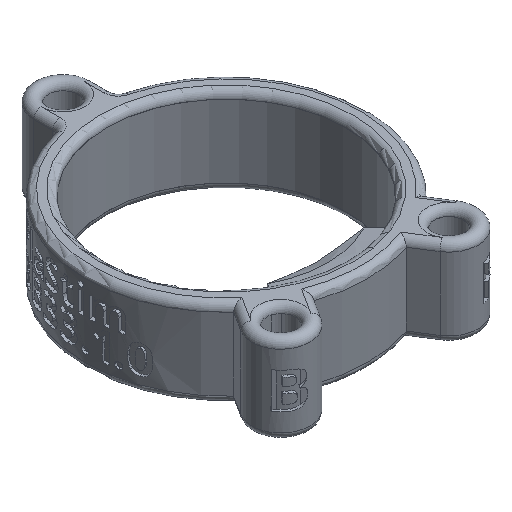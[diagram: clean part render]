
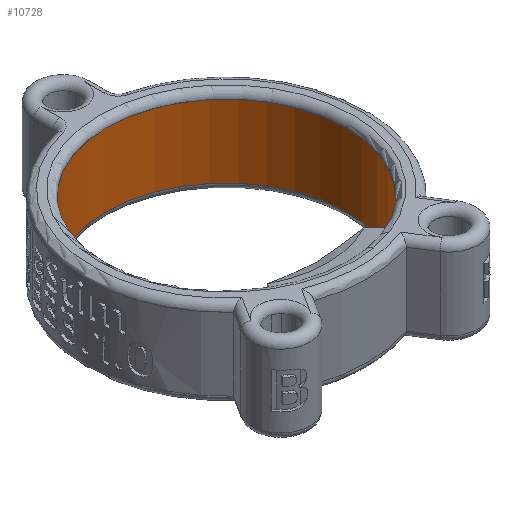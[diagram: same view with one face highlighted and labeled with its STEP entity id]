
A CAD part, isometric view. The second image highlights one B-rep face of the part: STEP entity #10728.
In plain terms, the highlighted cylindrical face has radius 16.5 mm (diameter 33 mm), a partial arc.
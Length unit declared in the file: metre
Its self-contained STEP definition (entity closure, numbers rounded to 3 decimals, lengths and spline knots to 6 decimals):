
#777=CIRCLE('',#11402,0.0165);
#781=CIRCLE('',#11407,0.0165);
#1486=LINE('',#20183,#2204);
#1487=LINE('',#20184,#2205);
#2204=VECTOR('',#13379,1.);
#2205=VECTOR('',#13380,1.);
#5332=ORIENTED_EDGE('',*,*,#7018,.T.);
#5333=ORIENTED_EDGE('',*,*,#7039,.T.);
#5334=ORIENTED_EDGE('',*,*,#7026,.F.);
#5335=ORIENTED_EDGE('',*,*,#7040,.F.);
#7018=EDGE_CURVE('',#8116,#8115,#777,.T.);
#7026=EDGE_CURVE('',#8122,#8124,#781,.T.);
#7039=EDGE_CURVE('',#8115,#8124,#1486,.T.);
#7040=EDGE_CURVE('',#8116,#8122,#1487,.T.);
#8115=VERTEX_POINT('',#20140);
#8116=VERTEX_POINT('',#20142);
#8122=VERTEX_POINT('',#20156);
#8124=VERTEX_POINT('',#20159);
#9365=EDGE_LOOP('',(#5332,#5333,#5334,#5335));
#10012=FACE_BOUND('',#9365,.T.);
#10156=CYLINDRICAL_SURFACE('',#11414,0.0165);
#10728=ADVANCED_FACE('',(#10012),#10156,.F.);
#11402=AXIS2_PLACEMENT_3D('',#20141,#13342,#13343);
#11407=AXIS2_PLACEMENT_3D('',#20158,#13356,#13357);
#11414=AXIS2_PLACEMENT_3D('',#20182,#13377,#13378);
#13342=DIRECTION('',(0.,0.,1.));
#13343=DIRECTION('',(1.,0.,0.));
#13356=DIRECTION('',(0.,0.,1.));
#13357=DIRECTION('',(1.,0.,0.));
#13377=DIRECTION('',(0.,0.,-1.));
#13378=DIRECTION('',(-1.,0.,0.));
#13379=DIRECTION('',(0.,0.,-1.));
#13380=DIRECTION('',(0.,0.,-1.));
#20140=CARTESIAN_POINT('',(-0.008865,-0.013916,0.005));
#20141=CARTESIAN_POINT('',(0.,0.,0.005));
#20142=CARTESIAN_POINT('',(0.008865,-0.013916,0.005));
#20156=CARTESIAN_POINT('',(0.008865,-0.013916,-0.005));
#20158=CARTESIAN_POINT('',(0.,0.,-0.005));
#20159=CARTESIAN_POINT('',(-0.008865,-0.013916,-0.005));
#20182=CARTESIAN_POINT('',(0.,0.,0.005));
#20183=CARTESIAN_POINT('',(-0.008865,-0.013916,0.006002));
#20184=CARTESIAN_POINT('',(0.008865,-0.013916,0.006002));
